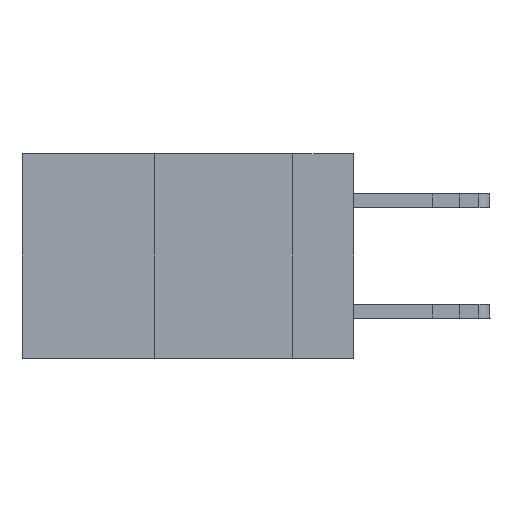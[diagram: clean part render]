
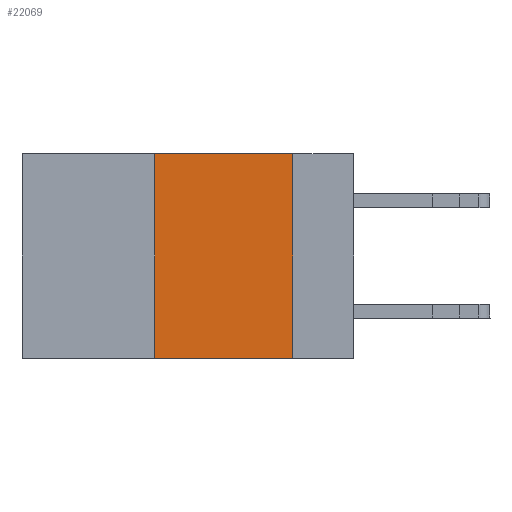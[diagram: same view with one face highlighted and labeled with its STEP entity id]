
A CAD part, left-side view. The second image highlights one B-rep face of the part: STEP entity #22069.
In plain terms, the highlighted planar face has unit normal (-1, 0, 0).
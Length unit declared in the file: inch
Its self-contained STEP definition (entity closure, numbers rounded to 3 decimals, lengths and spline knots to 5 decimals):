
#886 = CARTESIAN_POINT ( 'NONE',  ( 0., 0.6, 0. ) ) ;
#3534 = ORIENTED_EDGE ( 'NONE', *, *, #22112, .F. ) ;
#4021 = LINE ( 'NONE', #22279, #17022 ) ;
#7404 = EDGE_CURVE ( 'NONE', #17729, #19892, #11161, .T. ) ;
#10243 = ORIENTED_EDGE ( 'NONE', *, *, #31218, .F. ) ;
#11161 = LINE ( 'NONE', #20057, #23805 ) ;
#11998 = ORIENTED_EDGE ( 'NONE', *, *, #23142, .F. ) ;
#12206 = CARTESIAN_POINT ( 'NONE',  ( 0., 0.11, -0.37 ) ) ;
#12589 = FACE_OUTER_BOUND ( 'NONE', #24323, .T. ) ;
#13333 = VERTEX_POINT ( 'NONE', #26662 ) ;
#16808 = DIRECTION ( 'NONE',  ( 0., 0., -1. ) ) ;
#17022 = VECTOR ( 'NONE', #27886, 39.37008 ) ;
#17642 = DIRECTION ( 'NONE',  ( 0., -1., 0. ) ) ;
#17729 = VERTEX_POINT ( 'NONE', #19211 ) ;
#18145 = ORIENTED_EDGE ( 'NONE', *, *, #7404, .T. ) ;
#19211 = CARTESIAN_POINT ( 'NONE',  ( 0., 0.36, -0.37 ) ) ;
#19239 = DIRECTION ( 'NONE',  ( 1., 0., 0. ) ) ;
#19488 = AXIS2_PLACEMENT_3D ( 'NONE', #886, #19239, #16808 ) ;
#19654 = DIRECTION ( 'NONE',  ( 0., 0., -1. ) ) ;
#19702 = DIRECTION ( 'NONE',  ( 0., 0., 1. ) ) ;
#19892 = VERTEX_POINT ( 'NONE', #12206 ) ;
#20057 = CARTESIAN_POINT ( 'NONE',  ( 0., 0.6, -0.37 ) ) ;
#21937 = PLANE ( 'NONE',  #19488 ) ;
#22069 = ADVANCED_FACE ( 'NONE', ( #12589 ), #21937, .F. ) ;
#22112 = EDGE_CURVE ( 'NONE', #23760, #13333, #4021, .T. ) ;
#22279 = CARTESIAN_POINT ( 'NONE',  ( 0., 0.6, 0. ) ) ;
#23142 = EDGE_CURVE ( 'NONE', #13333, #19892, #29232, .T. ) ;
#23263 = CARTESIAN_POINT ( 'NONE',  ( 0., 0.11, 0. ) ) ;
#23760 = VERTEX_POINT ( 'NONE', #25683 ) ;
#23805 = VECTOR ( 'NONE', #17642, 39.37008 ) ;
#24323 = EDGE_LOOP ( 'NONE', ( #11998, #3534, #10243, #18145 ) ) ;
#24325 = VECTOR ( 'NONE', #19654, 39.37008 ) ;
#25683 = CARTESIAN_POINT ( 'NONE',  ( 0., 0.36, 0. ) ) ;
#26395 = LINE ( 'NONE', #30051, #31271 ) ;
#26662 = CARTESIAN_POINT ( 'NONE',  ( 0., 0.11, 0. ) ) ;
#27886 = DIRECTION ( 'NONE',  ( 0., -1., 0. ) ) ;
#29232 = LINE ( 'NONE', #23263, #24325 ) ;
#30051 = CARTESIAN_POINT ( 'NONE',  ( 0., 0.36, 0. ) ) ;
#31218 = EDGE_CURVE ( 'NONE', #17729, #23760, #26395, .T. ) ;
#31271 = VECTOR ( 'NONE', #19702, 39.37008 ) ;
